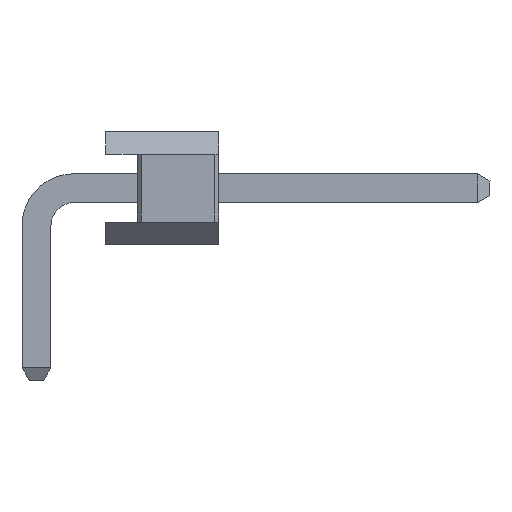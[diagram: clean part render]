
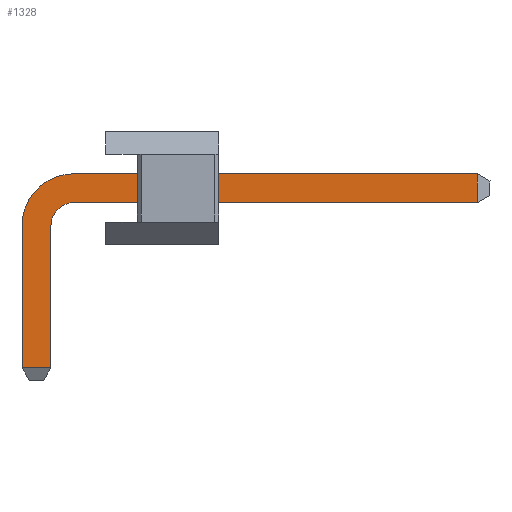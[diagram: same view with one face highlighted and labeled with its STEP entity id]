
A CAD part, left-side view. The second image highlights one B-rep face of the part: STEP entity #1328.
In plain terms, the highlighted planar face has unit normal (-1, 0, 0).
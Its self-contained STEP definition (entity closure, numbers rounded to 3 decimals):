
#1328=ADVANCED_FACE('',(#2270),#2272,.T.);
#2270=FACE_BOUND('',#2271,.T.);
#2271=EDGE_LOOP('',(#2910,#2911,#2912,#2913,#2914,#2915,#2916,#2917));
#2272=PLANE('',#2273);
#2273=AXIS2_PLACEMENT_3D('',#2274,#2275,#2276);
#2274=CARTESIAN_POINT('',(-0.32,-0.32,0.));
#2275=DIRECTION('',(-1.,0.,0.));
#2276=DIRECTION('',(0.,1.,0.));
#2910=ORIENTED_EDGE('',*,*,#3247,.F.);
#2911=ORIENTED_EDGE('',*,*,#3248,.F.);
#2912=ORIENTED_EDGE('',*,*,#3249,.F.);
#2913=ORIENTED_EDGE('',*,*,#3250,.T.);
#2914=ORIENTED_EDGE('',*,*,#3251,.F.);
#2915=ORIENTED_EDGE('',*,*,#3246,.F.);
#2916=ORIENTED_EDGE('',*,*,#3252,.T.);
#2917=ORIENTED_EDGE('',*,*,#3253,.T.);
#3246=EDGE_CURVE('',#3700,#3698,#3702,.T.);
#3247=EDGE_CURVE('',#3703,#3704,#3705,.T.);
#3248=EDGE_CURVE('',#3706,#3703,#3707,.T.);
#3249=EDGE_CURVE('',#3708,#3706,#3709,.T.);
#3250=EDGE_CURVE('',#3708,#3710,#3711,.T.);
#3251=EDGE_CURVE('',#3698,#3710,#3712,.T.);
#3252=EDGE_CURVE('',#3700,#3713,#3714,.T.);
#3253=EDGE_CURVE('',#3713,#3704,#3715,.T.);
#3698=VERTEX_POINT('',#4702);
#3700=VERTEX_POINT('',#4706);
#3702=LINE('',#4710,#4711);
#3703=VERTEX_POINT('',#4713);
#3704=VERTEX_POINT('',#4714);
#3705=LINE('',#4715,#4716);
#3706=VERTEX_POINT('',#4718);
#3707=LINE('',#4719,#4720);
#3708=VERTEX_POINT('',#4722);
#3709=CIRCLE('',#4723,1.152);
#3710=VERTEX_POINT('',#4727);
#3711=LINE('',#4728,#4729);
#3712=LINE('',#4731,#4732);
#3713=VERTEX_POINT('',#4734);
#3714=CIRCLE('',#4735,0.512);
#3715=LINE('',#4739,#4740);
#4702=CARTESIAN_POINT('',(-0.32,-0.32,-2.723));
#4706=CARTESIAN_POINT('',(-0.32,-0.32,0.418));
#4710=CARTESIAN_POINT('',(-0.32,-0.32,0.418));
#4711=VECTOR('',#4712,1.);
#4712=DIRECTION('',(0.,0.,-1.));
#4713=CARTESIAN_POINT('',(-0.32,-9.753,1.57));
#4714=CARTESIAN_POINT('',(-0.32,-9.753,0.93));
#4715=CARTESIAN_POINT('',(-0.32,-9.753,1.57));
#4716=VECTOR('',#4717,1.);
#4717=DIRECTION('',(0.,0.,-1.));
#4718=CARTESIAN_POINT('',(-0.32,-0.832,1.57));
#4719=CARTESIAN_POINT('',(-0.32,-0.832,1.57));
#4720=VECTOR('',#4721,1.);
#4721=DIRECTION('',(0.,-1.,0.));
#4722=CARTESIAN_POINT('',(-0.32,0.32,0.418));
#4723=AXIS2_PLACEMENT_3D('',#4724,#4725,#4726);
#4724=CARTESIAN_POINT('',(-0.32,-0.832,0.418));
#4725=DIRECTION('',(1.,0.,0.));
#4726=DIRECTION('',(0.,1.,0.));
#4727=CARTESIAN_POINT('',(-0.32,0.32,-2.723));
#4728=CARTESIAN_POINT('',(-0.32,0.32,0.418));
#4729=VECTOR('',#4730,1.);
#4730=DIRECTION('',(0.,0.,-1.));
#4731=CARTESIAN_POINT('',(-0.32,-0.32,-2.723));
#4732=VECTOR('',#4733,1.);
#4733=DIRECTION('',(0.,1.,0.));
#4734=CARTESIAN_POINT('',(-0.32,-0.832,0.93));
#4735=AXIS2_PLACEMENT_3D('',#4736,#4737,#4738);
#4736=CARTESIAN_POINT('',(-0.32,-0.832,0.418));
#4737=DIRECTION('',(1.,0.,0.));
#4738=DIRECTION('',(0.,1.,0.));
#4739=CARTESIAN_POINT('',(-0.32,-0.832,0.93));
#4740=VECTOR('',#4741,1.);
#4741=DIRECTION('',(0.,-1.,0.));
